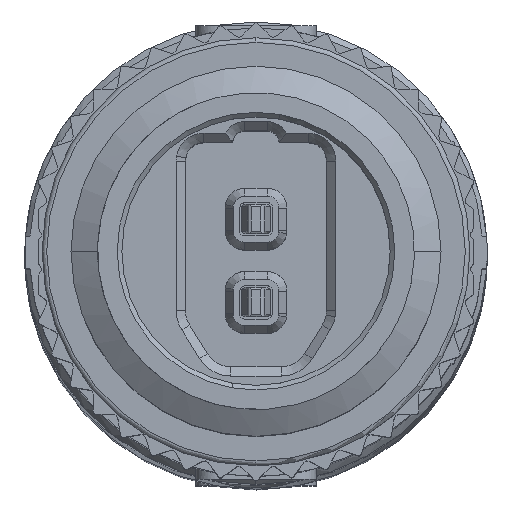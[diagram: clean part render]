
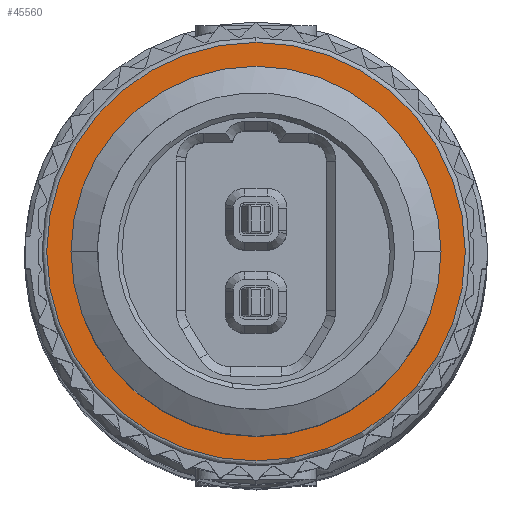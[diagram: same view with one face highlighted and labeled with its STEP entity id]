
A CAD part, top view. The second image highlights one B-rep face of the part: STEP entity #45560.
In plain terms, the highlighted planar face has unit normal (0, 0, 1).
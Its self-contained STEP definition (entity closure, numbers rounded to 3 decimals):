
#45447=AXIS2_PLACEMENT_3D('Circle Axis2P3D',#45445,#45446,$) ;
#45465=AXIS2_PLACEMENT_3D('Circle Axis2P3D',#45463,#45464,$) ;
#45472=AXIS2_PLACEMENT_3D('Circle Axis2P3D',#45470,#45471,$) ;
#45535=AXIS2_PLACEMENT_3D('Plane Axis2P3D',#45532,#45533,#45534) ;
#45544=AXIS2_PLACEMENT_3D('Circle Axis2P3D',#45542,#45543,$) ;
#45553=AXIS2_PLACEMENT_3D('Circle Axis2P3D',#45551,#45552,$) ;
#45435=CARTESIAN_POINT('Vertex',(5.,0.475,113.558)) ;
#45442=CARTESIAN_POINT('Vertex',(5.,9.525,113.558)) ;
#45445=CARTESIAN_POINT('Axis2P3D Location',(5.,5.,113.558)) ;
#45463=CARTESIAN_POINT('Axis2P3D Location',(5.,5.,113.558)) ;
#45467=CARTESIAN_POINT('Vertex',(0.475,5.,113.558)) ;
#45470=CARTESIAN_POINT('Axis2P3D Location',(5.,5.,113.558)) ;
#45532=CARTESIAN_POINT('Axis2P3D Location',(-1.533,-3.485,113.558)) ;
#45542=CARTESIAN_POINT('Axis2P3D Location',(5.,5.,113.558)) ;
#45546=CARTESIAN_POINT('Vertex',(1.,5.,113.558)) ;
#45548=CARTESIAN_POINT('Vertex',(9.,5.,113.558)) ;
#45551=CARTESIAN_POINT('Axis2P3D Location',(5.,5.,113.558)) ;
#45446=DIRECTION('Axis2P3D Direction',(0.,0.,-1.)) ;
#45464=DIRECTION('Axis2P3D Direction',(0.,0.,-1.)) ;
#45471=DIRECTION('Axis2P3D Direction',(0.,0.,-1.)) ;
#45533=DIRECTION('Axis2P3D Direction',(0.,0.,-1.)) ;
#45534=DIRECTION('Axis2P3D XDirection',(1.,0.,0.)) ;
#45543=DIRECTION('Axis2P3D Direction',(0.,0.,-1.)) ;
#45552=DIRECTION('Axis2P3D Direction',(0.,0.,-1.)) ;
#45538=ORIENTED_EDGE('',*,*,#45469,.F.) ;
#45539=ORIENTED_EDGE('',*,*,#45449,.F.) ;
#45540=ORIENTED_EDGE('',*,*,#45474,.F.) ;
#45557=ORIENTED_EDGE('',*,*,#45550,.T.) ;
#45558=ORIENTED_EDGE('',*,*,#45555,.T.) ;
#45559=FACE_BOUND('',#45556,.T.) ;
#45560=ADVANCED_FACE('71736_IE-S1DS2VEXXXXTM2TM2-E.1\\IE-S1DS2VE-TM2-E.1\\8\\2\\MANIFOLD_SOLID_BREP #207220',(#45541,#45559),#45536,.F.) ;
#45448=CIRCLE('generated circle',#45447,4.525) ;
#45466=CIRCLE('generated circle',#45465,4.525) ;
#45473=CIRCLE('generated circle',#45472,4.525) ;
#45545=CIRCLE('generated circle',#45544,4.) ;
#45554=CIRCLE('generated circle',#45553,4.) ;
#45449=EDGE_CURVE('',#45443,#45436,#45448,.T.) ;
#45469=EDGE_CURVE('',#45436,#45468,#45466,.T.) ;
#45474=EDGE_CURVE('',#45468,#45443,#45473,.T.) ;
#45550=EDGE_CURVE('',#45547,#45549,#45545,.T.) ;
#45555=EDGE_CURVE('',#45549,#45547,#45554,.T.) ;
#45537=EDGE_LOOP('',(#45538,#45539,#45540)) ;
#45556=EDGE_LOOP('',(#45557,#45558)) ;
#45541=FACE_OUTER_BOUND('',#45537,.T.) ;
#45536=PLANE('',#45535) ;
#45436=VERTEX_POINT('',#45435) ;
#45443=VERTEX_POINT('',#45442) ;
#45468=VERTEX_POINT('',#45467) ;
#45547=VERTEX_POINT('',#45546) ;
#45549=VERTEX_POINT('',#45548) ;
